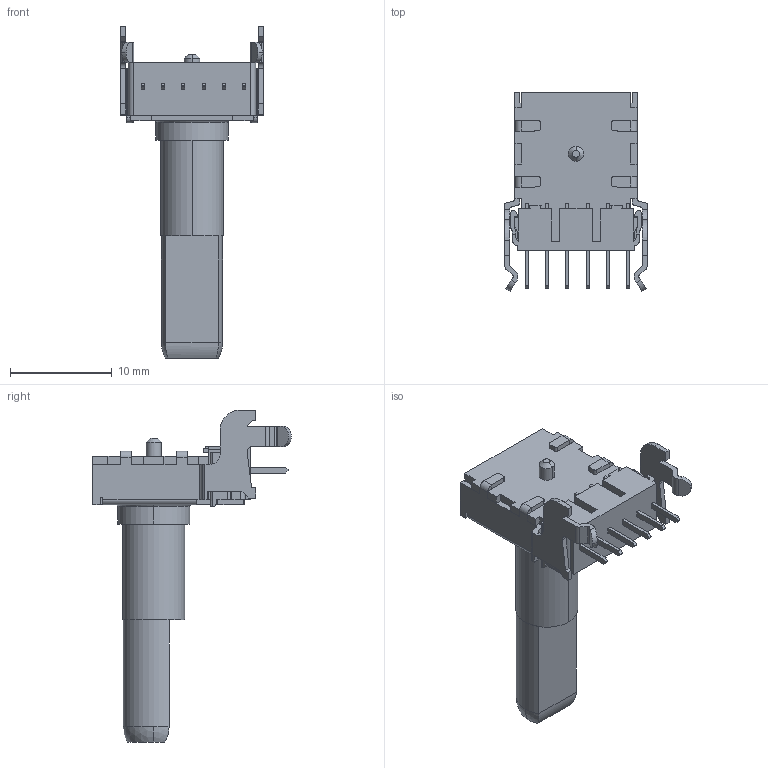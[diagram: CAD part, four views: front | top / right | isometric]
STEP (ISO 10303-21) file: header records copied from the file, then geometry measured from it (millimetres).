
FILE_DESCRIPTION(('FreeCAD Model'),'2;1');
FILE_NAME('Open CASCADE Shape Model','2024-11-01T11:54:13',('Author'),( ''),'Open CASCADE STEP processor 7.6','FreeCAD','Unknown');
FILE_SCHEMA(('AUTOMOTIVE_DESIGN { 1 0 10303 214 1 1 1 1 }'));
Length unit declared in the file: millimetre
Products named in the file (1): SOLID
Bounding box: 14 x 19.5 x 32.6 mm (x, y, z)
Volume: 1577.1 mm3; surface area: 1458.5 mm2
Topology: 1 solids, 1 shells, 411 faces, 1113 edges, 723 vertices
Faces by surface type: plane 316, cylinder 78, bspline 8, torus 4, sphere 3, cone 2
Entity records: 15942 total; most frequent: CARTESIAN_POINT 2682, ORIENTED_EDGE 2224, DIRECTION 2034, EDGE_CURVE 1112, LINE 898, VECTOR 898, VERTEX_POINT 723, AXIS2_PLACEMENT_3D 568
